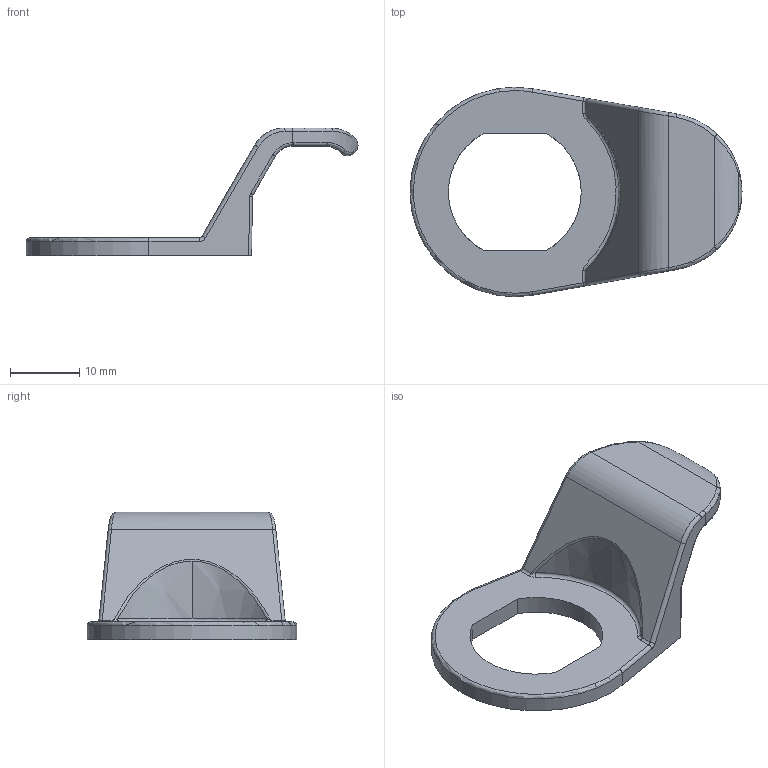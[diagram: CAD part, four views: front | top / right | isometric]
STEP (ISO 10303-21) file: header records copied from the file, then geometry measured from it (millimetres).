
FILE_DESCRIPTION (( 'STEP AP203' ), '1' );
FILE_NAME ('TP19.35.STEP', '2022-06-14T11:55:55', ( '' ), ( '' ), 'SwSTEP 2.0', 'SolidWorks 2021', '' );
FILE_SCHEMA (( 'CONFIG_CONTROL_DESIGN' ));
Length unit declared in the file: millimetre
Products named in the file (1): TP19.35
Bounding box: 48 x 30.3 x 18.5 mm (x, y, z)
Volume: 3246.7 mm3; surface area: 2908 mm2
Topology: 1 solids, 1 shells, 86 faces, 206 edges, 122 vertices
Faces by surface type: cylinder 33, bspline 24, plane 18, torus 6, cone 3, sphere 2
Entity records: 4462 total; most frequent: CARTESIAN_POINT 2705, ORIENTED_EDGE 416, DIRECTION 239, EDGE_CURVE 208, VERTEX_POINT 124, B_SPLINE_CURVE_WITH_KNOTS 123, AXIS2_PLACEMENT_3D 92, EDGE_LOOP 88
